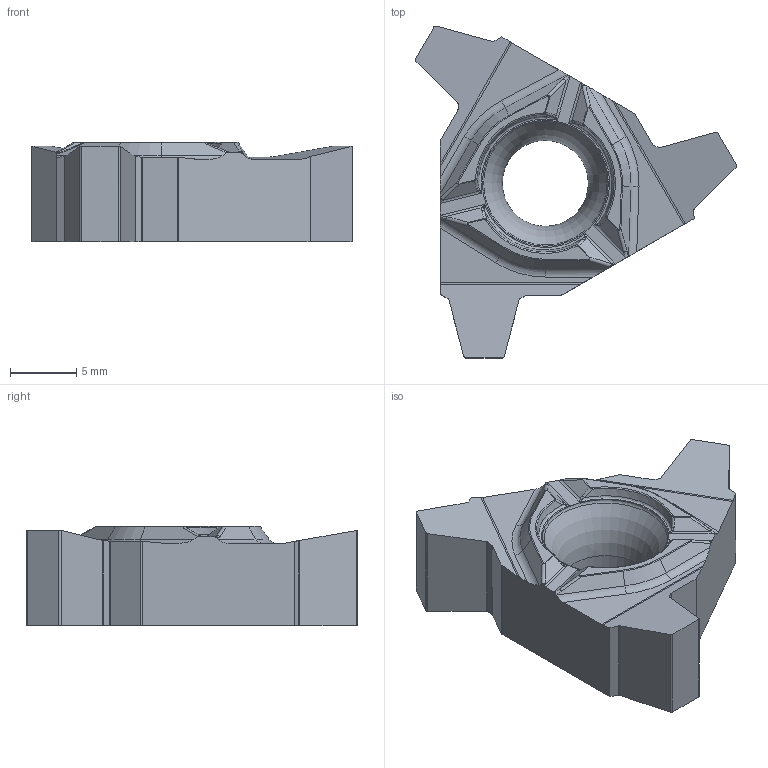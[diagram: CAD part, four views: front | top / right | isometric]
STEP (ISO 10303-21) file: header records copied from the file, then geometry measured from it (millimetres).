
FILE_DESCRIPTION(/* description */ (''),/* implementation_level */ '2;1');
FILE_NAME(/* name */ '1581052226281.stp',/* time_stamp */ '2020-02-07T10:40:35+05:00',/* author */ (''),/* organization */ ('SMS'),/* preprocessor_version */ 'ST-DEVELOPER v16.7',/* originating_system */ 'SIEMENS PLM Software NX 12.0',/* authorisation */ '');
FILE_SCHEMA (('AUTOMOTIVE_DESIGN { 1 0 10303 214 3 1 1 1 }'));
Length unit declared in the file: millimetre
Products named in the file (1): 202497227mod000_00
Bounding box: 24.29 x 25.09 x 7.5 mm (x, y, z)
Volume: 1833 mm3; surface area: 1274.9 mm2
Topology: 1 solids, 1 shells, 159 faces, 414 edges, 259 vertices
Faces by surface type: cylinder 55, plane 50, bspline 33, torus 14, cone 7
Full cylindrical faces by diameter (mm): 6.5 x1
Entity records: 5853 total; most frequent: CARTESIAN_POINT 2025, ORIENTED_EDGE 814, DIRECTION 787, EDGE_CURVE 407, AXIS2_PLACEMENT_3D 299, VERTEX_POINT 254, LINE 189, VECTOR 189
